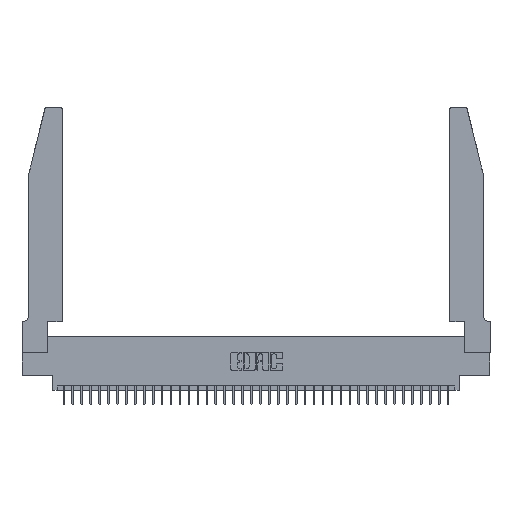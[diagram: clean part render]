
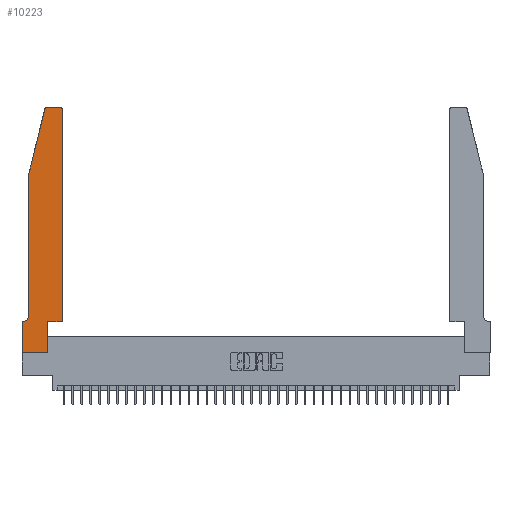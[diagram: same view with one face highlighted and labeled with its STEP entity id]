
A CAD part, top view. The second image highlights one B-rep face of the part: STEP entity #10223.
In plain terms, the highlighted planar face has unit normal (0, 0, 1).
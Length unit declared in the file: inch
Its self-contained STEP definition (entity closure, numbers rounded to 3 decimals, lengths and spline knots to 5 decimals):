
#103 = EDGE_CURVE ( 'NONE', #6704, #14434, #24145, .T. ) ;
#818 = CIRCLE ( 'NONE', #36311, 0.03 ) ;
#944 = VERTEX_POINT ( 'NONE', #6063 ) ;
#990 = DIRECTION ( 'NONE',  ( 1., 0., 0. ) ) ;
#1155 = DIRECTION ( 'NONE',  ( 1., 0., 0. ) ) ;
#1534 = CARTESIAN_POINT ( 'NONE',  ( 0., 0.35, 0.37 ) ) ;
#2255 = VECTOR ( 'NONE', #34851, 39.37008 ) ;
#2653 = CARTESIAN_POINT ( 'NONE',  ( 0.4505, 2.72, 0.37 ) ) ;
#2729 = AXIS2_PLACEMENT_3D ( 'NONE', #1534, #22749, #1155 ) ;
#3370 = CARTESIAN_POINT ( 'NONE',  ( 0.0755, 2., 0.37 ) ) ;
#3453 = LINE ( 'NONE', #35247, #29038 ) ;
#3768 = CARTESIAN_POINT ( 'NONE',  ( 0.4505, 0.35, 0.37 ) ) ;
#4018 = DIRECTION ( 'NONE',  ( 1., 0., 0. ) ) ;
#4069 = CARTESIAN_POINT ( 'NONE',  ( 0.0755, 0.42, 0.37 ) ) ;
#4752 = DIRECTION ( 'NONE',  ( 0., -1., 0. ) ) ;
#5169 = CARTESIAN_POINT ( 'NONE',  ( 0.284, 2.75, 0.37 ) ) ;
#5187 = DIRECTION ( 'NONE',  ( -1., 0., 0. ) ) ;
#5462 = CARTESIAN_POINT ( 'NONE',  ( 0.25487, 2.72718, 0.37 ) ) ;
#5783 = DIRECTION ( 'NONE',  ( 1., 0., 0. ) ) ;
#5852 = CARTESIAN_POINT ( 'NONE',  ( 0.2865, 0.35, 0.37 ) ) ;
#6063 = CARTESIAN_POINT ( 'NONE',  ( 0., 0., 0.37 ) ) ;
#6388 = EDGE_CURVE ( 'NONE', #19698, #10644, #22689, .T. ) ;
#6562 = DIRECTION ( 'NONE',  ( -1., 0., 0. ) ) ;
#6704 = VERTEX_POINT ( 'NONE', #33083 ) ;
#7402 = ORIENTED_EDGE ( 'NONE', *, *, #11180, .T. ) ;
#7569 = CARTESIAN_POINT ( 'NONE',  ( 0.0755, 2., 0.37 ) ) ;
#8008 = AXIS2_PLACEMENT_3D ( 'NONE', #19092, #37042, #990 ) ;
#8020 = VECTOR ( 'NONE', #38534, 39.37008 ) ;
#8786 = CARTESIAN_POINT ( 'NONE',  ( 0.4505, 0.35, 0.37 ) ) ;
#9796 = DIRECTION ( 'NONE',  ( 0., 0., 1. ) ) ;
#10223 = ADVANCED_FACE ( 'NONE', ( #26960 ), #19515, .T. ) ;
#10330 = LINE ( 'NONE', #8786, #37841 ) ;
#10574 = CARTESIAN_POINT ( 'NONE',  ( 0.0055, 0.35, 0.37 ) ) ;
#10644 = VERTEX_POINT ( 'NONE', #13280 ) ;
#11180 = EDGE_CURVE ( 'NONE', #23432, #25331, #818, .T. ) ;
#11537 = DIRECTION ( 'NONE',  ( 0., 0., -1. ) ) ;
#13280 = CARTESIAN_POINT ( 'NONE',  ( 0., 0.35, 0.37 ) ) ;
#13726 = LINE ( 'NONE', #14543, #8020 ) ;
#13858 = CARTESIAN_POINT ( 'NONE',  ( 0.2605, 2.75, 0.37 ) ) ;
#14161 = ORIENTED_EDGE ( 'NONE', *, *, #19872, .T. ) ;
#14270 = LINE ( 'NONE', #23957, #38475 ) ;
#14434 = VERTEX_POINT ( 'NONE', #20402 ) ;
#14543 = CARTESIAN_POINT ( 'NONE',  ( 0., 0., 0.37 ) ) ;
#14742 = CIRCLE ( 'NONE', #27692, 0.07 ) ;
#15222 = EDGE_CURVE ( 'NONE', #10644, #944, #13726, .T. ) ;
#15446 = ORIENTED_EDGE ( 'NONE', *, *, #33245, .T. ) ;
#16826 = CARTESIAN_POINT ( 'NONE',  ( 0.4505, 0.35, 0.37 ) ) ;
#17916 = ORIENTED_EDGE ( 'NONE', *, *, #27374, .T. ) ;
#18343 = VERTEX_POINT ( 'NONE', #4069 ) ;
#18554 = ORIENTED_EDGE ( 'NONE', *, *, #6388, .T. ) ;
#18874 = CARTESIAN_POINT ( 'NONE',  ( 0.0755, 0.35, 0.37 ) ) ;
#18991 = EDGE_CURVE ( 'NONE', #19393, #20022, #37692, .T. ) ;
#19031 = EDGE_CURVE ( 'NONE', #14434, #32945, #36746, .T. ) ;
#19092 = CARTESIAN_POINT ( 'NONE',  ( 0.4205, 2.72, 0.37 ) ) ;
#19340 = DIRECTION ( 'NONE',  ( -0.239, -0.971, 0. ) ) ;
#19393 = VERTEX_POINT ( 'NONE', #2653 ) ;
#19515 = PLANE ( 'NONE',  #2729 ) ;
#19698 = VERTEX_POINT ( 'NONE', #10574 ) ;
#19872 = EDGE_CURVE ( 'NONE', #24840, #18343, #3453, .T. ) ;
#20022 = VERTEX_POINT ( 'NONE', #24072 ) ;
#20402 = CARTESIAN_POINT ( 'NONE',  ( 0.2865, 0.35, 0.37 ) ) ;
#20866 = VECTOR ( 'NONE', #19340, 39.37008 ) ;
#22656 = ORIENTED_EDGE ( 'NONE', *, *, #26300, .T. ) ;
#22689 = LINE ( 'NONE', #18874, #35953 ) ;
#22749 = DIRECTION ( 'NONE',  ( 0., 0., 1. ) ) ;
#23369 = CARTESIAN_POINT ( 'NONE',  ( 0.0055, 0.42, 0.37 ) ) ;
#23432 = VERTEX_POINT ( 'NONE', #5169 ) ;
#23532 = DIRECTION ( 'NONE',  ( 0., 1., 0. ) ) ;
#23957 = CARTESIAN_POINT ( 'NONE',  ( 0., 0., 0.37 ) ) ;
#24072 = CARTESIAN_POINT ( 'NONE',  ( 0.4205, 2.75, 0.37 ) ) ;
#24145 = LINE ( 'NONE', #5852, #29816 ) ;
#24840 = VERTEX_POINT ( 'NONE', #3370 ) ;
#24870 = VECTOR ( 'NONE', #4018, 39.37008 ) ;
#25331 = VERTEX_POINT ( 'NONE', #5462 ) ;
#26300 = EDGE_CURVE ( 'NONE', #20022, #23432, #26454, .T. ) ;
#26454 = LINE ( 'NONE', #13858, #2255 ) ;
#26459 = EDGE_LOOP ( 'NONE', ( #22656, #7402, #17916, #14161, #27334, #18554, #28774, #15446, #28326, #33966, #28593, #35721 ) ) ;
#26960 = FACE_OUTER_BOUND ( 'NONE', #26459, .T. ) ;
#27334 = ORIENTED_EDGE ( 'NONE', *, *, #38249, .T. ) ;
#27374 = EDGE_CURVE ( 'NONE', #25331, #24840, #33205, .T. ) ;
#27692 = AXIS2_PLACEMENT_3D ( 'NONE', #23369, #11537, #5187 ) ;
#28092 = DIRECTION ( 'NONE',  ( 1., 0., 0. ) ) ;
#28326 = ORIENTED_EDGE ( 'NONE', *, *, #103, .T. ) ;
#28593 = ORIENTED_EDGE ( 'NONE', *, *, #33828, .T. ) ;
#28774 = ORIENTED_EDGE ( 'NONE', *, *, #15222, .T. ) ;
#29038 = VECTOR ( 'NONE', #4752, 39.37008 ) ;
#29816 = VECTOR ( 'NONE', #29859, 39.37008 ) ;
#29859 = DIRECTION ( 'NONE',  ( 0., 1., 0. ) ) ;
#31275 = CARTESIAN_POINT ( 'NONE',  ( 0.284, 2.72, 0.37 ) ) ;
#32945 = VERTEX_POINT ( 'NONE', #16826 ) ;
#33083 = CARTESIAN_POINT ( 'NONE',  ( 0.2865, 0., 0.37 ) ) ;
#33205 = LINE ( 'NONE', #7569, #20866 ) ;
#33245 = EDGE_CURVE ( 'NONE', #944, #6704, #14270, .T. ) ;
#33828 = EDGE_CURVE ( 'NONE', #32945, #19393, #10330, .T. ) ;
#33966 = ORIENTED_EDGE ( 'NONE', *, *, #19031, .T. ) ;
#34851 = DIRECTION ( 'NONE',  ( -1., 0., 0. ) ) ;
#35247 = CARTESIAN_POINT ( 'NONE',  ( 0.0755, 2., 0.37 ) ) ;
#35721 = ORIENTED_EDGE ( 'NONE', *, *, #18991, .T. ) ;
#35953 = VECTOR ( 'NONE', #6562, 39.37008 ) ;
#36311 = AXIS2_PLACEMENT_3D ( 'NONE', #31275, #9796, #28092 ) ;
#36746 = LINE ( 'NONE', #3768, #24870 ) ;
#37042 = DIRECTION ( 'NONE',  ( 0., 0., 1. ) ) ;
#37692 = CIRCLE ( 'NONE', #8008, 0.03 ) ;
#37841 = VECTOR ( 'NONE', #23532, 39.37008 ) ;
#38249 = EDGE_CURVE ( 'NONE', #18343, #19698, #14742, .T. ) ;
#38475 = VECTOR ( 'NONE', #5783, 39.37008 ) ;
#38534 = DIRECTION ( 'NONE',  ( 0., -1., 0. ) ) ;
